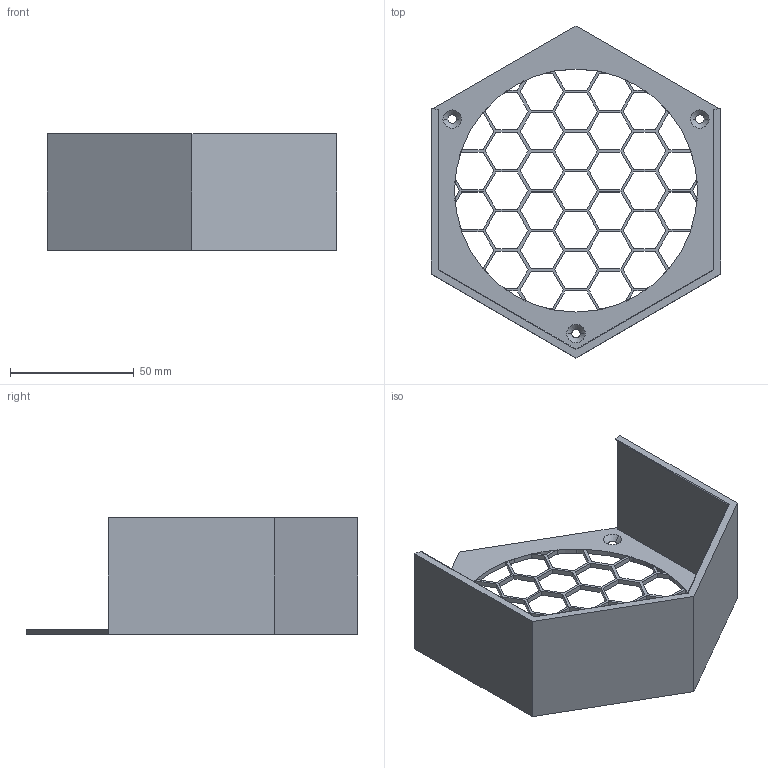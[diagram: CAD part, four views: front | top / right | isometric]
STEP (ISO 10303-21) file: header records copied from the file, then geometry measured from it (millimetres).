
FILE_DESCRIPTION (( 'STEP AP203' ), '1' );
FILE_NAME ('CF-Mounting-Bracket.STEP', '2021-07-02T12:13:50', ( '' ), ( '' ), 'SwSTEP 2.0', 'SolidWorks 2019', '' );
FILE_SCHEMA (( 'CONFIG_CONTROL_DESIGN' ));
Length unit declared in the file: millimetre
Products named in the file (1): CF-Mounting-Bracket
Bounding box: 117 x 133.95 x 47 mm (x, y, z)
Volume: 34175.1 mm3; surface area: 39527.5 mm2
Topology: 2 solids, 2 shells, 287 faces, 838 edges, 555 vertices
Faces by surface type: plane 249, cylinder 32, cone 6
Entity records: 9517 total; most frequent: CARTESIAN_POINT 1699, ORIENTED_EDGE 1676, DIRECTION 1474, EDGE_CURVE 838, LINE 766, VECTOR 766, VERTEX_POINT 555, AXIS2_PLACEMENT_3D 354
